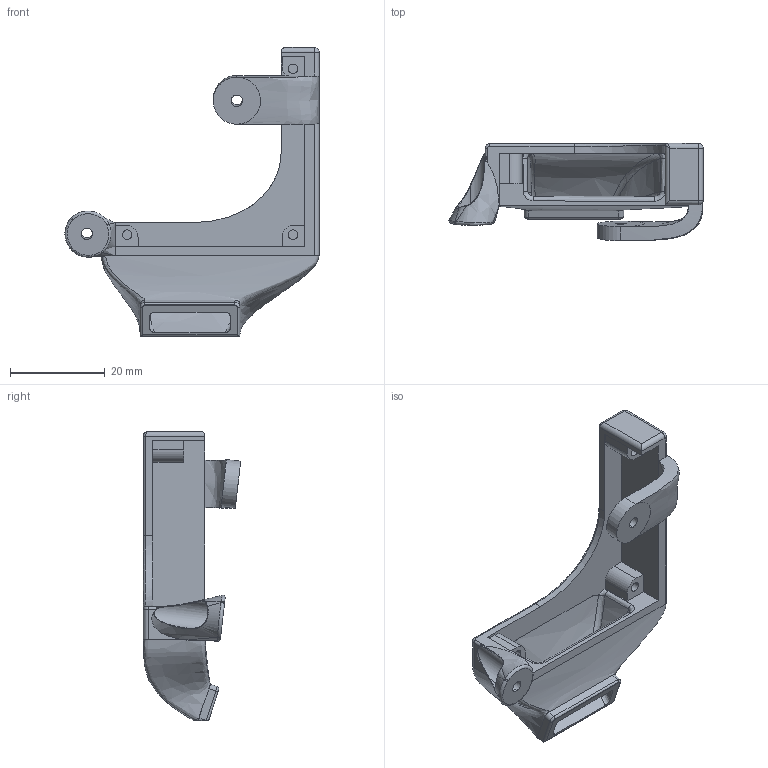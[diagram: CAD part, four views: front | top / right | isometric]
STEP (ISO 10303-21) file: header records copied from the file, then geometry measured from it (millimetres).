
FILE_DESCRIPTION (( 'STEP AP214' ), '1' );
FILE_NAME ('4010-blower-duct-right.STEP', '2020-07-10T17:53:35', ( '' ), ( '' ), 'SwSTEP 2.0', 'SolidWorks 2020', '' );
FILE_SCHEMA (( 'AUTOMOTIVE_DESIGN' ));
Length unit declared in the file: millimetre
Products named in the file (1): 4010-blower-duct-right
Bounding box: 53.63 x 20.52 x 61 mm (x, y, z)
Volume: 8734.8 mm3; surface area: 6755.5 mm2
Topology: 1 solids, 1 shells, 123 faces, 340 edges, 216 vertices
Faces by surface type: bspline 46, cylinder 36, plane 36, torus 3, sphere 2
Entity records: 7128 total; most frequent: CARTESIAN_POINT 4326, ORIENTED_EDGE 670, DIRECTION 448, EDGE_CURVE 335, VERTEX_POINT 216, AXIS2_PLACEMENT_3D 160, EDGE_LOOP 131, VECTOR 128
